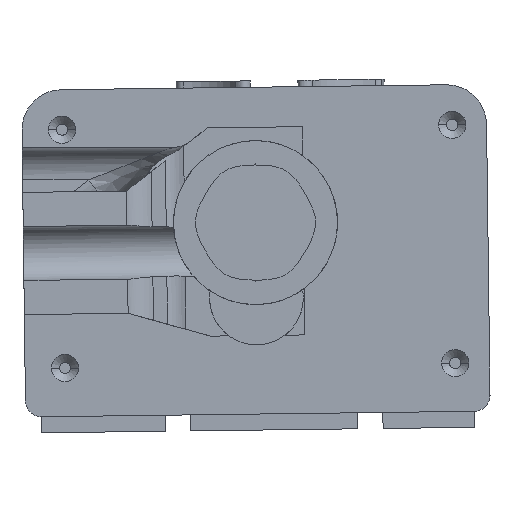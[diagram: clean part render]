
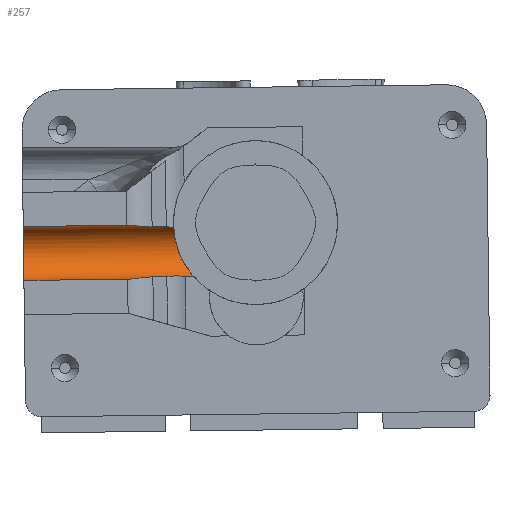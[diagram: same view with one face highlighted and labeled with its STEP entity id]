
A CAD part, front view. The second image highlights one B-rep face of the part: STEP entity #257.
In plain terms, the highlighted cylindrical face has radius 1.683 mm (diameter 3.365 mm), a partial arc.
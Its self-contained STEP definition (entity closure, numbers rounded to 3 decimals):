
#15 = CARTESIAN_POINT ( 'NONE',  ( 4.111, 11.364, 11.604 ) ) ;
#197 = DIRECTION ( 'NONE',  ( -1., -0.013, 0. ) ) ;
#257 = ADVANCED_FACE ( 'NONE', ( #4069 ), #1290, .F. ) ;
#265 = CARTESIAN_POINT ( 'NONE',  ( 5.465, 8.701, 12.25 ) ) ;
#355 = AXIS2_PLACEMENT_3D ( 'NONE', #3111, #1046, #3067 ) ;
#492 = VERTEX_POINT ( 'NONE', #7844 ) ;
#495 = EDGE_CURVE ( 'NONE', #1358, #6252, #5190, .T. ) ;
#592 = CARTESIAN_POINT ( 'NONE',  ( 15.289, 10.389, 12.872 ) ) ;
#650 = CARTESIAN_POINT ( 'NONE',  ( 6.436, 11.841, 12.25 ) ) ;
#687 = CARTESIAN_POINT ( 'NONE',  ( 6.347, 8.712, 12.25 ) ) ;
#731 = CARTESIAN_POINT ( 'NONE',  ( 7.799, 8.611, 12.872 ) ) ;
#748 = B_SPLINE_CURVE_WITH_KNOTS ( 'NONE', 3,
 ( #3999, #1903, #6838, #4736, #6881, #8573, #3655, #4226, #650, #7719 ),
 .UNSPECIFIED., .F., .F.,
 ( 4, 2, 2, 2, 4 ),
 ( 0., 0., 0.001, 0.001, 0.002 ),
 .UNSPECIFIED. ) ;
#816 = DIRECTION ( 'NONE',  ( 1., 0.013, 0. ) ) ;
#835 = CARTESIAN_POINT ( 'NONE',  ( 4.655, 11.774, 12.15 ) ) ;
#990 = DIRECTION ( 'NONE',  ( -1., -0.013, 0. ) ) ;
#1046 = DIRECTION ( 'NONE',  ( 1., 0.013, 0. ) ) ;
#1104 = CARTESIAN_POINT ( 'NONE',  ( 14.391, 8.695, 12.872 ) ) ;
#1290 = CYLINDRICAL_SURFACE ( 'NONE', #6075, 1.683 ) ;
#1358 = VERTEX_POINT ( 'NONE', #6328 ) ;
#1464 = EDGE_CURVE ( 'NONE', #7559, #7068, #6554, .T. ) ;
#1530 = CARTESIAN_POINT ( 'NONE',  ( 5.242, 11.799, 12.184 ) ) ;
#1538 = CARTESIAN_POINT ( 'NONE',  ( 4.272, 11.117, 11.422 ) ) ;
#1589 = CARTESIAN_POINT ( 'NONE',  ( 7.378, 8.639, 12.53 ) ) ;
#1655 = LINE ( 'NONE', #3736, #5565 ) ;
#1721 = ORIENTED_EDGE ( 'NONE', *, *, #3487, .T. ) ;
#1731 = ORIENTED_EDGE ( 'NONE', *, *, #7036, .F. ) ;
#1780 = VECTOR ( 'NONE', #990, 1000. ) ;
#1791 = EDGE_CURVE ( 'NONE', #8220, #6252, #748, .T. ) ;
#1795 = CARTESIAN_POINT ( 'NONE',  ( 5.166, 8.734, 12.165 ) ) ;
#1837 = CIRCLE ( 'NONE', #355, 1.683 ) ;
#1903 = CARTESIAN_POINT ( 'NONE',  ( 7.653, 11.975, 12.773 ) ) ;
#1940 = VERTEX_POINT ( 'NONE', #1104 ) ;
#2136 = CARTESIAN_POINT ( 'NONE',  ( 4.576, 10.538, 11.206 ) ) ;
#2182 = CARTESIAN_POINT ( 'NONE',  ( 4.705, 10.222, 11.182 ) ) ;
#2381 = ORIENTED_EDGE ( 'NONE', *, *, #495, .F. ) ;
#2698 = VERTEX_POINT ( 'NONE', #5126 ) ;
#2814 = EDGE_CURVE ( 'NONE', #492, #6656, #9056, .T. ) ;
#2828 = CARTESIAN_POINT ( 'NONE',  ( 4.351, 10.983, 11.349 ) ) ;
#2963 = CARTESIAN_POINT ( 'NONE',  ( 4.032, 11.474, 11.711 ) ) ;
#3016 = CARTESIAN_POINT ( 'NONE',  ( 7.013, 8.681, 12.359 ) ) ;
#3067 = DIRECTION ( 'NONE',  ( -0.013, 1., 0. ) ) ;
#3074 = LINE ( 'NONE', #7227, #6577 ) ;
#3111 = CARTESIAN_POINT ( 'NONE',  ( 14.37, 10.377, 12.872 ) ) ;
#3487 = EDGE_CURVE ( 'NONE', #2698, #8220, #3074, .T. ) ;
#3488 = ORIENTED_EDGE ( 'NONE', *, *, #1791, .T. ) ;
#3622 = CARTESIAN_POINT ( 'NONE',  ( 4.981, 9.131, 11.578 ) ) ;
#3655 = CARTESIAN_POINT ( 'NONE',  ( 6.838, 11.872, 12.319 ) ) ;
#3704 = CARTESIAN_POINT ( 'NONE',  ( 5.049, 11.779, 12.15 ) ) ;
#3720 = CARTESIAN_POINT ( 'NONE',  ( 6.484, 8.714, 12.25 ) ) ;
#3736 = CARTESIAN_POINT ( 'NONE',  ( 15.27, 11.952, 12.25 ) ) ;
#3924 = CARTESIAN_POINT ( 'NONE',  ( 7.747, 11.976, 12.872 ) ) ;
#3999 = CARTESIAN_POINT ( 'NONE',  ( 7.747, 11.976, 12.872 ) ) ;
#4069 = FACE_OUTER_BOUND ( 'NONE', #5237, .T. ) ;
#4226 = CARTESIAN_POINT ( 'NONE',  ( 6.573, 11.848, 12.264 ) ) ;
#4367 = VECTOR ( 'NONE', #197, 1000. ) ;
#4382 = CARTESIAN_POINT ( 'NONE',  ( 7.26, 8.654, 12.465 ) ) ;
#4413 = EDGE_CURVE ( 'NONE', #6656, #7068, #5932, .T. ) ;
#4427 = CARTESIAN_POINT ( 'NONE',  ( 7.6, 8.618, 12.684 ) ) ;
#4529 = EDGE_CURVE ( 'NONE', #1940, #2698, #1837, .T. ) ;
#4579 = EDGE_CURVE ( 'NONE', #7559, #5366, #4599, .T. ) ;
#4599 = B_SPLINE_CURVE_WITH_KNOTS ( 'NONE', 3,
 ( #8725, #3720, #7308, #5963, #3016, #4382, #1589, #4427, #6477, #7265 ),
 .UNSPECIFIED., .F., .F.,
 ( 4, 2, 2, 2, 4 ),
 ( 0., 0., 0.001, 0.001, 0.002 ),
 .UNSPECIFIED. ) ;
#4601 = ORIENTED_EDGE ( 'NONE', *, *, #1464, .F. ) ;
#4624 = CARTESIAN_POINT ( 'NONE',  ( 5.465, 8.701, 12.25 ) ) ;
#4629 = EDGE_CURVE ( 'NONE', #1940, #5366, #5083, .T. ) ;
#4674 = CARTESIAN_POINT ( 'NONE',  ( 5.318, 8.72, 12.197 ) ) ;
#4734 = CARTESIAN_POINT ( 'NONE',  ( 6.3, 11.839, 12.25 ) ) ;
#4736 = CARTESIAN_POINT ( 'NONE',  ( 7.331, 11.938, 12.532 ) ) ;
#4754 = B_SPLINE_CURVE_WITH_KNOTS ( 'NONE', 3,
 ( #7914, #1530, #3704, #835, #5763, #7203 ),
 .UNSPECIFIED., .F., .F.,
 ( 4, 2, 4 ),
 ( 0.001, 0.002, 0.002 ),
 .UNSPECIFIED. ) ;
#4778 = CARTESIAN_POINT ( 'NONE',  ( 5.01, 8.737, 12.154 ) ) ;
#4980 = CARTESIAN_POINT ( 'NONE',  ( 4.763, 10.056, 11.193 ) ) ;
#5027 = CARTESIAN_POINT ( 'NONE',  ( 5.002, 8.885, 11.84 ) ) ;
#5083 = LINE ( 'NONE', #6655, #4367 ) ;
#5126 = CARTESIAN_POINT ( 'NONE',  ( 14.348, 12.06, 12.872 ) ) ;
#5177 = ORIENTED_EDGE ( 'NONE', *, *, #4413, .T. ) ;
#5187 = VECTOR ( 'NONE', #816, 1000. ) ;
#5190 = LINE ( 'NONE', #7232, #5187 ) ;
#5232 = DIRECTION ( 'NONE',  ( -1., -0.013, 0. ) ) ;
#5237 = EDGE_LOOP ( 'NONE', ( #1731, #5302, #5177, #4601, #8378, #7715, #9118, #1721, #3488, #2381, #6417 ) ) ;
#5263 = CARTESIAN_POINT ( 'NONE',  ( 15.309, 8.826, 12.25 ) ) ;
#5302 = ORIENTED_EDGE ( 'NONE', *, *, #2814, .T. ) ;
#5366 = VERTEX_POINT ( 'NONE', #731 ) ;
#5565 = VECTOR ( 'NONE', #6629, 1000. ) ;
#5763 = CARTESIAN_POINT ( 'NONE',  ( 4.461, 11.789, 12.184 ) ) ;
#5815 = CARTESIAN_POINT ( 'NONE',  ( 4.895, 9.574, 11.325 ) ) ;
#5932 = B_SPLINE_CURVE_WITH_KNOTS ( 'NONE', 3,
 ( #8926, #1795, #4674, #4624 ),
 .UNSPECIFIED., .F., .F.,
 ( 4, 4 ),
 ( 0.002, 0.002 ),
 .UNSPECIFIED. ) ;
#5963 = CARTESIAN_POINT ( 'NONE',  ( 6.882, 8.693, 12.318 ) ) ;
#6075 = AXIS2_PLACEMENT_3D ( 'NONE', #592, #6352, #7745 ) ;
#6252 = VERTEX_POINT ( 'NONE', #4734 ) ;
#6328 = CARTESIAN_POINT ( 'NONE',  ( 5.425, 11.828, 12.25 ) ) ;
#6352 = DIRECTION ( 'NONE',  ( -1., -0.013, 0. ) ) ;
#6377 = CARTESIAN_POINT ( 'NONE',  ( 3.885, 11.665, 11.957 ) ) ;
#6417 = ORIENTED_EDGE ( 'NONE', *, *, #9083, .T. ) ;
#6420 = CARTESIAN_POINT ( 'NONE',  ( 4.857, 9.734, 11.264 ) ) ;
#6477 = CARTESIAN_POINT ( 'NONE',  ( 7.704, 8.61, 12.773 ) ) ;
#6554 = LINE ( 'NONE', #5263, #1780 ) ;
#6577 = VECTOR ( 'NONE', #5232, 1000. ) ;
#6621 = VERTEX_POINT ( 'NONE', #7805 ) ;
#6629 = DIRECTION ( 'NONE',  ( 1., 0.013, 0. ) ) ;
#6655 = CARTESIAN_POINT ( 'NONE',  ( 15.311, 8.706, 12.872 ) ) ;
#6656 = VERTEX_POINT ( 'NONE', #9055 ) ;
#6838 = CARTESIAN_POINT ( 'NONE',  ( 7.551, 11.965, 12.686 ) ) ;
#6881 = CARTESIAN_POINT ( 'NONE',  ( 7.212, 11.921, 12.466 ) ) ;
#7036 = EDGE_CURVE ( 'NONE', #492, #6621, #1655, .T. ) ;
#7068 = VERTEX_POINT ( 'NONE', #265 ) ;
#7072 = CARTESIAN_POINT ( 'NONE',  ( 3.765, 11.807, 12.25 ) ) ;
#7164 = CARTESIAN_POINT ( 'NONE',  ( 4.504, 10.693, 11.241 ) ) ;
#7203 = CARTESIAN_POINT ( 'NONE',  ( 4.276, 11.813, 12.25 ) ) ;
#7227 = CARTESIAN_POINT ( 'NONE',  ( 15.268, 12.072, 12.872 ) ) ;
#7232 = CARTESIAN_POINT ( 'NONE',  ( 15.27, 11.952, 12.25 ) ) ;
#7265 = CARTESIAN_POINT ( 'NONE',  ( 7.799, 8.611, 12.872 ) ) ;
#7308 = CARTESIAN_POINT ( 'NONE',  ( 6.618, 8.71, 12.264 ) ) ;
#7559 = VERTEX_POINT ( 'NONE', #687 ) ;
#7715 = ORIENTED_EDGE ( 'NONE', *, *, #4629, .F. ) ;
#7719 = CARTESIAN_POINT ( 'NONE',  ( 6.3, 11.839, 12.25 ) ) ;
#7745 = DIRECTION ( 'NONE',  ( -0.013, 1., 0. ) ) ;
#7805 = CARTESIAN_POINT ( 'NONE',  ( 4.276, 11.813, 12.25 ) ) ;
#7844 = CARTESIAN_POINT ( 'NONE',  ( 3.765, 11.807, 12.25 ) ) ;
#7914 = CARTESIAN_POINT ( 'NONE',  ( 5.425, 11.828, 12.25 ) ) ;
#8220 = VERTEX_POINT ( 'NONE', #3924 ) ;
#8378 = ORIENTED_EDGE ( 'NONE', *, *, #4579, .T. ) ;
#8573 = CARTESIAN_POINT ( 'NONE',  ( 6.965, 11.887, 12.359 ) ) ;
#8674 = CARTESIAN_POINT ( 'NONE',  ( 3.817, 11.747, 12.097 ) ) ;
#8725 = CARTESIAN_POINT ( 'NONE',  ( 6.347, 8.712, 12.25 ) ) ;
#8926 = CARTESIAN_POINT ( 'NONE',  ( 5.01, 8.737, 12.154 ) ) ;
#9055 = CARTESIAN_POINT ( 'NONE',  ( 5.01, 8.737, 12.154 ) ) ;
#9056 = B_SPLINE_CURVE_WITH_KNOTS ( 'NONE', 3,
 ( #7072, #8674, #6377, #2963, #15, #1538, #2828, #7164, #2136, #2182, #4980, #6420, #5815, #3622, #5027, #4778 ),
 .UNSPECIFIED., .F., .F.,
 ( 4, 2, 2, 2, 2, 2, 2, 4 ),
 ( 0.001, 0.001, 0.002, 0.002, 0.003, 0.003, 0.004, 0.005 ),
 .UNSPECIFIED. ) ;
#9083 = EDGE_CURVE ( 'NONE', #1358, #6621, #4754, .T. ) ;
#9118 = ORIENTED_EDGE ( 'NONE', *, *, #4529, .T. ) ;
